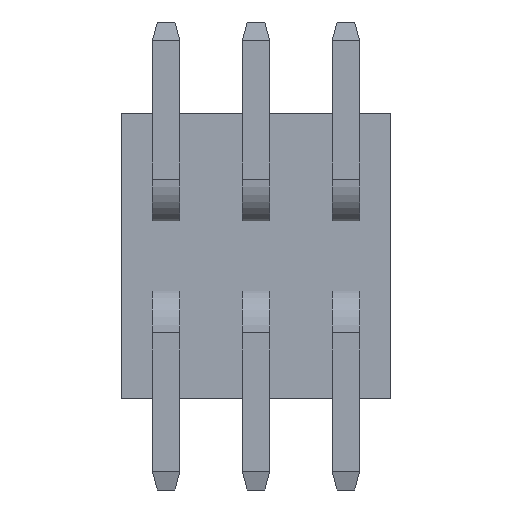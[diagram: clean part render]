
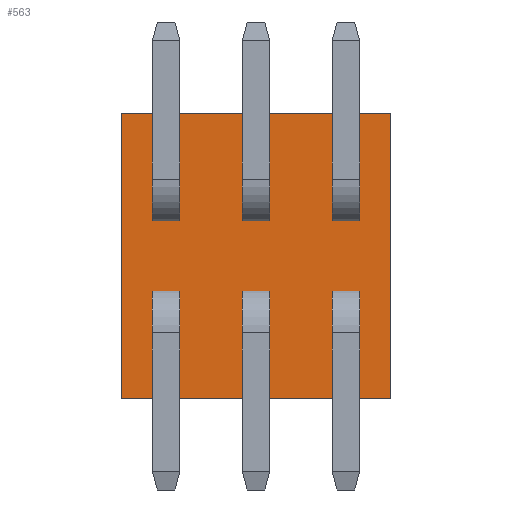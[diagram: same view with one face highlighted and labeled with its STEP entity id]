
A CAD part, front view. The second image highlights one B-rep face of the part: STEP entity #563.
In plain terms, the highlighted planar face has unit normal (0, -1, 0).
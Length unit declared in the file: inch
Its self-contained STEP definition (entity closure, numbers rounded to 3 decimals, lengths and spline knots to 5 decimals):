
#563 = ADVANCED_FACE( '', ( #1086 ), #1087, .F. );
#1086 = FACE_OUTER_BOUND( '', #1586, .T. );
#1087 = PLANE( '', #1587 );
#1586 = EDGE_LOOP( '', ( #3048, #3049, #3050, #3051 ) );
#1587 = AXIS2_PLACEMENT_3D( '', #3052, #3053, #3054 );
#3048 = ORIENTED_EDGE( '', *, *, #3588, .T. );
#3049 = ORIENTED_EDGE( '', *, *, #3483, .F. );
#3050 = ORIENTED_EDGE( '', *, *, #3130, .F. );
#3051 = ORIENTED_EDGE( '', *, *, #3422, .T. );
#3052 = CARTESIAN_POINT( '', ( 0.05906, 0., 0.0625 ) );
#3053 = DIRECTION( '', ( 0., 1., 0. ) );
#3054 = DIRECTION( '', ( 0., 0., 1. ) );
#3130 = EDGE_CURVE( '', #3746, #3748, #3749, .T. );
#3422 = EDGE_CURVE( '', #3746, #4219, #4221, .T. );
#3483 = EDGE_CURVE( '', #3748, #4302, #4306, .T. );
#3588 = EDGE_CURVE( '', #4219, #4302, #4431, .T. );
#3746 = VERTEX_POINT( '', #4626 );
#3748 = VERTEX_POINT( '', #4629 );
#3749 = LINE( '', #4630, #4631 );
#4219 = VERTEX_POINT( '', #5325 );
#4221 = LINE( '', #5328, #5329 );
#4302 = VERTEX_POINT( '', #5453 );
#4306 = LINE( '', #5459, #5460 );
#4431 = LINE( '', #5658, #5659 );
#4626 = CARTESIAN_POINT( '', ( 0.05906, 0., 0.0625 ) );
#4629 = CARTESIAN_POINT( '', ( 0.05906, 0., -0.0625 ) );
#4630 = CARTESIAN_POINT( '', ( 0.05906, 0., 0.0625 ) );
#4631 = VECTOR( '', #5805, 39.37008 );
#5325 = CARTESIAN_POINT( '', ( -0.05906, 0., 0.0625 ) );
#5328 = CARTESIAN_POINT( '', ( 0.05906, 0., 0.0625 ) );
#5329 = VECTOR( '', #6061, 39.37008 );
#5453 = CARTESIAN_POINT( '', ( -0.05906, 0., -0.0625 ) );
#5459 = CARTESIAN_POINT( '', ( 0.05906, 0., -0.0625 ) );
#5460 = VECTOR( '', #6107, 39.37008 );
#5658 = CARTESIAN_POINT( '', ( -0.05906, 0., 0.0625 ) );
#5659 = VECTOR( '', #6184, 39.37008 );
#5805 = DIRECTION( '', ( 0., 0., -1. ) );
#6061 = DIRECTION( '', ( -1., 0., 0. ) );
#6107 = DIRECTION( '', ( -1., 0., 0. ) );
#6184 = DIRECTION( '', ( 0., 0., -1. ) );
